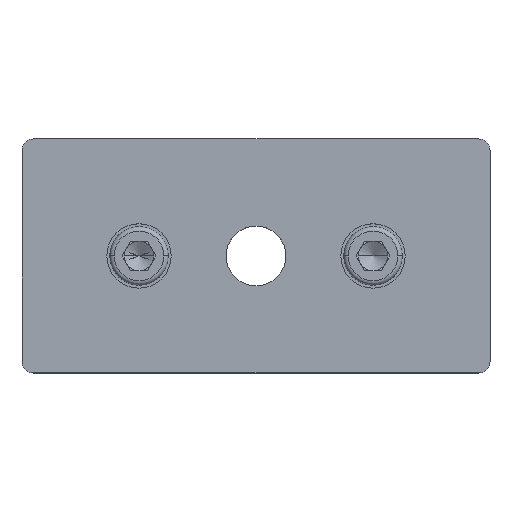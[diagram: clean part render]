
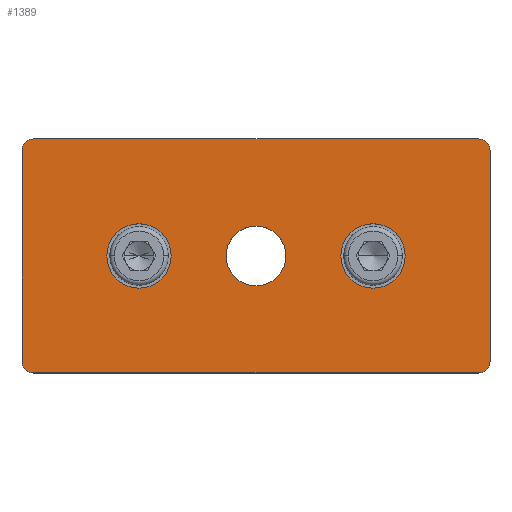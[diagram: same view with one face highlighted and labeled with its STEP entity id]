
A CAD part, top view. The second image highlights one B-rep face of the part: STEP entity #1389.
In plain terms, the highlighted planar face has unit normal (0, 0, 1).
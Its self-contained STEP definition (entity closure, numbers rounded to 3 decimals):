
#134 = VECTOR ( 'NONE', #3735, 1000. ) ;
#135 = LINE ( 'NONE', #3732, #134 ) ;
#248 = CIRCLE ( 'NONE', #2960, 5.5 ) ;
#268 = CIRCLE ( 'NONE', #2988, 2. ) ;
#305 = LINE ( 'NONE', #3829, #312 ) ;
#312 = VECTOR ( 'NONE', #3828, 1000. ) ;
#403 = CIRCLE ( 'NONE', #1320, 5.1 ) ;
#485 = CIRCLE ( 'NONE', #1323, 2. ) ;
#492 = CIRCLE ( 'NONE', #1327, 5.5 ) ;
#495 = VECTOR ( 'NONE', #635, 1000. ) ;
#498 = LINE ( 'NONE', #636, #495 ) ;
#503 = CIRCLE ( 'NONE', #1328, 5.5 ) ;
#507 = CIRCLE ( 'NONE', #1325, 2. ) ;
#514 = CIRCLE ( 'NONE', #1331, 5.5 ) ;
#521 = CIRCLE ( 'NONE', #1321, 2. ) ;
#524 = VECTOR ( 'NONE', #708, 1000. ) ;
#528 = LINE ( 'NONE', #703, #524 ) ;
#589 = DIRECTION ( 'NONE',  ( -1., 0., 0. ) ) ;
#590 = DIRECTION ( 'NONE',  ( 0., 0., 1. ) ) ;
#591 = CARTESIAN_POINT ( 'NONE',  ( 29.083, -18.525, 11.062 ) ) ;
#609 = DIRECTION ( 'NONE',  ( 1., 0., 0. ) ) ;
#610 = DIRECTION ( 'NONE',  ( 0., 0., 1. ) ) ;
#614 = CARTESIAN_POINT ( 'NONE',  ( 11.083, -0.525, 11.062 ) ) ;
#622 = DIRECTION ( 'NONE',  ( -1., 0., 0. ) ) ;
#623 = DIRECTION ( 'NONE',  ( 0., 0., 1. ) ) ;
#626 = CARTESIAN_POINT ( 'NONE',  ( -46.917, 17.475, 11.062 ) ) ;
#635 = DIRECTION ( 'NONE',  ( 0., -1., 0. ) ) ;
#636 = CARTESIAN_POINT ( 'NONE',  ( -48.917, 19.475, 11.062 ) ) ;
#640 = DIRECTION ( 'NONE',  ( 1., 0., 0. ) ) ;
#642 = DIRECTION ( 'NONE',  ( 0., 0., 1. ) ) ;
#645 = CARTESIAN_POINT ( 'NONE',  ( -28.917, -0.525, 11.062 ) ) ;
#664 = DIRECTION ( 'NONE',  ( 1., 0., 0. ) ) ;
#665 = DIRECTION ( 'NONE',  ( 0., 0., 1. ) ) ;
#666 = CARTESIAN_POINT ( 'NONE',  ( 11.083, -0.525, 11.062 ) ) ;
#690 = DIRECTION ( 'NONE',  ( -1., 0., 0. ) ) ;
#691 = DIRECTION ( 'NONE',  ( 0., 0., 1. ) ) ;
#692 = CARTESIAN_POINT ( 'NONE',  ( -46.917, -18.525, 11.062 ) ) ;
#699 = DIRECTION ( 'NONE',  ( 1., 0., 0. ) ) ;
#700 = DIRECTION ( 'NONE',  ( 0., 0., 1. ) ) ;
#702 = CARTESIAN_POINT ( 'NONE',  ( -8.917, -0.525, 11.062 ) ) ;
#703 = CARTESIAN_POINT ( 'NONE',  ( 31.083, -20.525, 11.062 ) ) ;
#708 = DIRECTION ( 'NONE',  ( 1., 0., 0. ) ) ;
#836 = CIRCLE ( 'NONE', #3114, 5.1 ) ;
#930 = FACE_BOUND ( 'NONE', #2178, .T. ) ;
#931 = FACE_BOUND ( 'NONE', #2181, .T. ) ;
#932 = FACE_OUTER_BOUND ( 'NONE', #2129, .T. ) ;
#977 = ORIENTED_EDGE ( 'NONE', *, *, #3435, .F. ) ;
#981 = FACE_BOUND ( 'NONE', #2238, .T. ) ;
#991 = ORIENTED_EDGE ( 'NONE', *, *, #3412, .F. ) ;
#992 = ORIENTED_EDGE ( 'NONE', *, *, #3428, .F. ) ;
#997 = ORIENTED_EDGE ( 'NONE', *, *, #2956, .F. ) ;
#998 = ORIENTED_EDGE ( 'NONE', *, *, #3181, .T. ) ;
#999 = ORIENTED_EDGE ( 'NONE', *, *, #3156, .F. ) ;
#1000 = ORIENTED_EDGE ( 'NONE', *, *, #3163, .T. ) ;
#1008 = ORIENTED_EDGE ( 'NONE', *, *, #3269, .T. ) ;
#1011 = ORIENTED_EDGE ( 'NONE', *, *, #3433, .T. ) ;
#1012 = ORIENTED_EDGE ( 'NONE', *, *, #3423, .F. ) ;
#1147 = DIRECTION ( 'NONE',  ( -1., 0., 0. ) ) ;
#1148 = DIRECTION ( 'NONE',  ( 0., 0., 1. ) ) ;
#1149 = CARTESIAN_POINT ( 'NONE',  ( 29.083, 17.475, 11.062 ) ) ;
#1172 = DIRECTION ( 'NONE',  ( 0., 0., 1. ) ) ;
#1175 = DIRECTION ( 'NONE',  ( 1., 0., 0. ) ) ;
#1221 = CARTESIAN_POINT ( 'NONE',  ( -28.917, -0.525, 11.062 ) ) ;
#1320 = AXIS2_PLACEMENT_3D ( 'NONE', #702, #700, #699 ) ;
#1321 = AXIS2_PLACEMENT_3D ( 'NONE', #692, #691, #690 ) ;
#1323 = AXIS2_PLACEMENT_3D ( 'NONE', #591, #590, #589 ) ;
#1325 = AXIS2_PLACEMENT_3D ( 'NONE', #626, #623, #622 ) ;
#1327 = AXIS2_PLACEMENT_3D ( 'NONE', #614, #610, #609 ) ;
#1328 = AXIS2_PLACEMENT_3D ( 'NONE', #645, #642, #640 ) ;
#1331 = AXIS2_PLACEMENT_3D ( 'NONE', #666, #665, #664 ) ;
#1389 = ADVANCED_FACE ( 'NONE', ( #931, #981, #930, #932 ), #2456, .F. ) ;
#1472 = VERTEX_POINT ( 'NONE', #2939 ) ;
#1480 = ORIENTED_EDGE ( 'NONE', *, *, #3431, .T. ) ;
#1484 = VERTEX_POINT ( 'NONE', #2319 ) ;
#1494 = VERTEX_POINT ( 'NONE', #2332 ) ;
#1495 = VERTEX_POINT ( 'NONE', #2330 ) ;
#1499 = VERTEX_POINT ( 'NONE', #2346 ) ;
#1675 = VERTEX_POINT ( 'NONE', #2497 ) ;
#1838 = ORIENTED_EDGE ( 'NONE', *, *, #3440, .T. ) ;
#1849 = ORIENTED_EDGE ( 'NONE', *, *, #3413, .T. ) ;
#1851 = ORIENTED_EDGE ( 'NONE', *, *, #3416, .T. ) ;
#1881 = VERTEX_POINT ( 'NONE', #2501 ) ;
#1889 = VERTEX_POINT ( 'NONE', #2375 ) ;
#1930 = VERTEX_POINT ( 'NONE', #2353 ) ;
#1936 = VERTEX_POINT ( 'NONE', #2338 ) ;
#1939 = VERTEX_POINT ( 'NONE', #2482 ) ;
#2028 = VERTEX_POINT ( 'NONE', #2339 ) ;
#2031 = VERTEX_POINT ( 'NONE', #2384 ) ;
#2034 = VERTEX_POINT ( 'NONE', #2805 ) ;
#2129 = EDGE_LOOP ( 'NONE', ( #998, #1000, #1008, #1011, #1480, #1851, #1849, #1838 ) ) ;
#2178 = EDGE_LOOP ( 'NONE', ( #999, #992 ) ) ;
#2181 = EDGE_LOOP ( 'NONE', ( #997, #991 ) ) ;
#2238 = EDGE_LOOP ( 'NONE', ( #977, #1012 ) ) ;
#2317 = CARTESIAN_POINT ( 'NONE',  ( -8.917, -0.525, 11.062 ) ) ;
#2319 = CARTESIAN_POINT ( 'NONE',  ( 29.083, 19.475, 11.062 ) ) ;
#2330 = CARTESIAN_POINT ( 'NONE',  ( -23.417, -0.525, 11.062 ) ) ;
#2332 = CARTESIAN_POINT ( 'NONE',  ( -3.817, -0.525, 11.062 ) ) ;
#2338 = CARTESIAN_POINT ( 'NONE',  ( 31.083, 17.475, 11.062 ) ) ;
#2339 = CARTESIAN_POINT ( 'NONE',  ( -34.417, -0.525, 11.062 ) ) ;
#2346 = CARTESIAN_POINT ( 'NONE',  ( 31.083, -18.525, 11.062 ) ) ;
#2353 = CARTESIAN_POINT ( 'NONE',  ( -46.917, 19.475, 11.062 ) ) ;
#2375 = CARTESIAN_POINT ( 'NONE',  ( 29.083, -20.525, 11.062 ) ) ;
#2384 = CARTESIAN_POINT ( 'NONE',  ( -14.017, -0.525, 11.062 ) ) ;
#2451 = DIRECTION ( 'NONE',  ( 0., 0., -1. ) ) ;
#2452 = CARTESIAN_POINT ( 'NONE',  ( -8.917, -0.525, 11.062 ) ) ;
#2456 = PLANE ( 'NONE',  #3148 ) ;
#2457 = DIRECTION ( 'NONE',  ( -1., 0., 0. ) ) ;
#2482 = CARTESIAN_POINT ( 'NONE',  ( 5.583, -0.525, 11.062 ) ) ;
#2497 = CARTESIAN_POINT ( 'NONE',  ( -46.917, -20.525, 11.062 ) ) ;
#2501 = CARTESIAN_POINT ( 'NONE',  ( 16.583, -0.525, 11.062 ) ) ;
#2660 = DIRECTION ( 'NONE',  ( 0., 0., 1. ) ) ;
#2777 = DIRECTION ( 'NONE',  ( 1., 0., 0. ) ) ;
#2805 = CARTESIAN_POINT ( 'NONE',  ( -48.917, -18.525, 11.062 ) ) ;
#2939 = CARTESIAN_POINT ( 'NONE',  ( -48.917, 17.475, 11.062 ) ) ;
#2956 = EDGE_CURVE ( 'NONE', #1494, #2031, #836, .T. ) ;
#2960 = AXIS2_PLACEMENT_3D ( 'NONE', #1221, #1172, #1175 ) ;
#2988 = AXIS2_PLACEMENT_3D ( 'NONE', #1149, #1148, #1147 ) ;
#3114 = AXIS2_PLACEMENT_3D ( 'NONE', #2317, #2660, #2777 ) ;
#3148 = AXIS2_PLACEMENT_3D ( 'NONE', #2452, #2451, #2457 ) ;
#3156 = EDGE_CURVE ( 'NONE', #1495, #2028, #248, .T. ) ;
#3163 = EDGE_CURVE ( 'NONE', #1936, #1484, #268, .T. ) ;
#3181 = EDGE_CURVE ( 'NONE', #1499, #1936, #305, .T. ) ;
#3269 = EDGE_CURVE ( 'NONE', #1484, #1930, #135, .T. ) ;
#3412 = EDGE_CURVE ( 'NONE', #2031, #1494, #403, .T. ) ;
#3413 = EDGE_CURVE ( 'NONE', #1675, #1889, #528, .T. ) ;
#3416 = EDGE_CURVE ( 'NONE', #2034, #1675, #521, .T. ) ;
#3423 = EDGE_CURVE ( 'NONE', #1939, #1881, #514, .T. ) ;
#3428 = EDGE_CURVE ( 'NONE', #2028, #1495, #503, .T. ) ;
#3431 = EDGE_CURVE ( 'NONE', #1472, #2034, #498, .T. ) ;
#3433 = EDGE_CURVE ( 'NONE', #1930, #1472, #507, .T. ) ;
#3435 = EDGE_CURVE ( 'NONE', #1881, #1939, #492, .T. ) ;
#3440 = EDGE_CURVE ( 'NONE', #1889, #1499, #485, .T. ) ;
#3732 = CARTESIAN_POINT ( 'NONE',  ( 31.083, 19.475, 11.062 ) ) ;
#3735 = DIRECTION ( 'NONE',  ( -1., 0., 0. ) ) ;
#3828 = DIRECTION ( 'NONE',  ( 0., 1., 0. ) ) ;
#3829 = CARTESIAN_POINT ( 'NONE',  ( 31.083, 19.475, 11.062 ) ) ;
